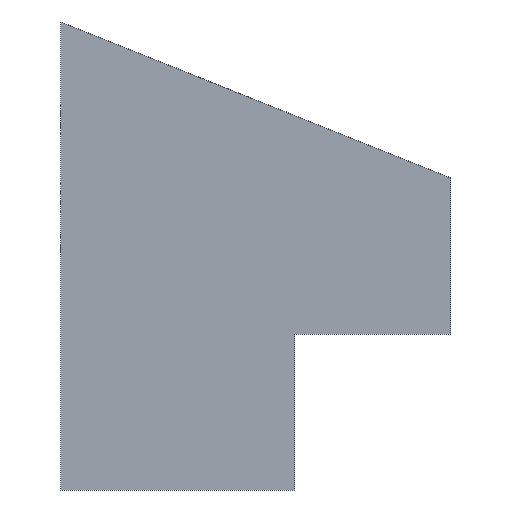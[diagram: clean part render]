
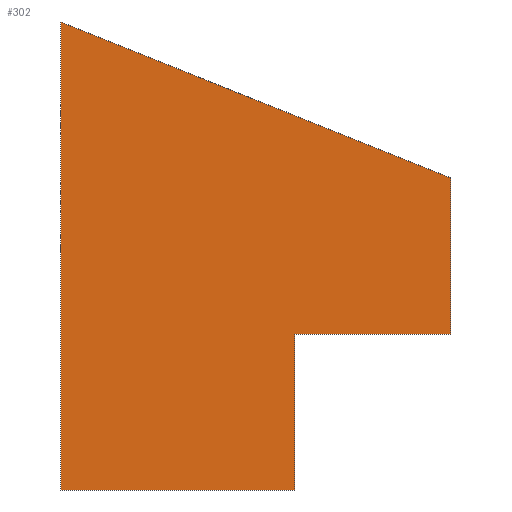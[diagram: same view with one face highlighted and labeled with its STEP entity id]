
A CAD part, front view. The second image highlights one B-rep face of the part: STEP entity #302.
In plain terms, the highlighted planar face has unit normal (0, -1, 0).
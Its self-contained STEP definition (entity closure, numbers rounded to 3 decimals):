
#60=CARTESIAN_POINT('Vertex',(-25.,0.,30.)) ;
#65=CARTESIAN_POINT('Line Origine',(-12.5,0.,25.)) ;
#69=CARTESIAN_POINT('Vertex',(0.,0.,20.)) ;
#139=CARTESIAN_POINT('Vertex',(-10.,0.,10.)) ;
#146=CARTESIAN_POINT('Vertex',(0.,0.,10.)) ;
#149=CARTESIAN_POINT('Line Origine',(-5.,0.,10.)) ;
#166=CARTESIAN_POINT('Line Origine',(0.,0.,15.)) ;
#189=CARTESIAN_POINT('Vertex',(-25.,0.,0.)) ;
#203=CARTESIAN_POINT('Vertex',(-10.,0.,0.)) ;
#206=CARTESIAN_POINT('Line Origine',(-17.5,0.,0.)) ;
#223=CARTESIAN_POINT('Line Origine',(-10.,0.,5.)) ;
#284=CARTESIAN_POINT('Axis2P3D Location',(-25.,0.,0.)) ;
#289=CARTESIAN_POINT('Line Origine',(-25.,0.,15.)) ;
#66=DIRECTION('Vector Direction',(0.928,0.,-0.371)) ;
#150=DIRECTION('Vector Direction',(-1.,0.,0.)) ;
#167=DIRECTION('Vector Direction',(0.,0.,-1.)) ;
#207=DIRECTION('Vector Direction',(1.,0.,0.)) ;
#224=DIRECTION('Vector Direction',(0.,0.,1.)) ;
#285=DIRECTION('Axis2P3D Direction',(0.,-1.,0.)) ;
#286=DIRECTION('Axis2P3D XDirection',(1.,0.,0.)) ;
#290=DIRECTION('Vector Direction',(0.,0.,1.)) ;
#287=AXIS2_PLACEMENT_3D('Plane Axis2P3D',#284,#285,#286) ;
#295=ORIENTED_EDGE('',*,*,#170,.F.) ;
#296=ORIENTED_EDGE('',*,*,#71,.F.) ;
#297=ORIENTED_EDGE('',*,*,#293,.F.) ;
#298=ORIENTED_EDGE('',*,*,#210,.T.) ;
#299=ORIENTED_EDGE('',*,*,#227,.T.) ;
#300=ORIENTED_EDGE('',*,*,#153,.F.) ;
#67=VECTOR('Line Direction',#66,1.) ;
#151=VECTOR('Line Direction',#150,1.) ;
#168=VECTOR('Line Direction',#167,1.) ;
#208=VECTOR('Line Direction',#207,1.) ;
#225=VECTOR('Line Direction',#224,1.) ;
#291=VECTOR('Line Direction',#290,1.) ;
#302=ADVANCED_FACE('Corps principal',(#301),#288,.T.) ;
#71=EDGE_CURVE('',#61,#70,#68,.T.) ;
#153=EDGE_CURVE('',#147,#140,#152,.T.) ;
#170=EDGE_CURVE('',#70,#147,#169,.T.) ;
#210=EDGE_CURVE('',#190,#204,#209,.T.) ;
#227=EDGE_CURVE('',#204,#140,#226,.T.) ;
#293=EDGE_CURVE('',#190,#61,#292,.T.) ;
#294=EDGE_LOOP('',(#295,#296,#297,#298,#299,#300)) ;
#301=FACE_OUTER_BOUND('',#294,.T.) ;
#68=LINE('Line',#65,#67) ;
#152=LINE('Line',#149,#151) ;
#169=LINE('Line',#166,#168) ;
#209=LINE('Line',#206,#208) ;
#226=LINE('Line',#223,#225) ;
#292=LINE('Line',#289,#291) ;
#288=PLANE('',#287) ;
#61=VERTEX_POINT('',#60) ;
#70=VERTEX_POINT('',#69) ;
#140=VERTEX_POINT('',#139) ;
#147=VERTEX_POINT('',#146) ;
#190=VERTEX_POINT('',#189) ;
#204=VERTEX_POINT('',#203) ;
